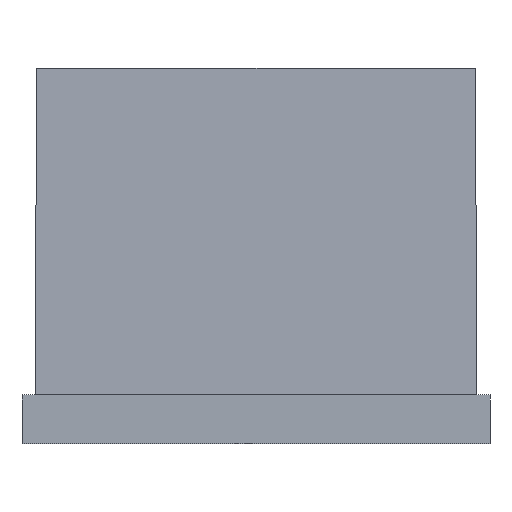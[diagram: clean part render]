
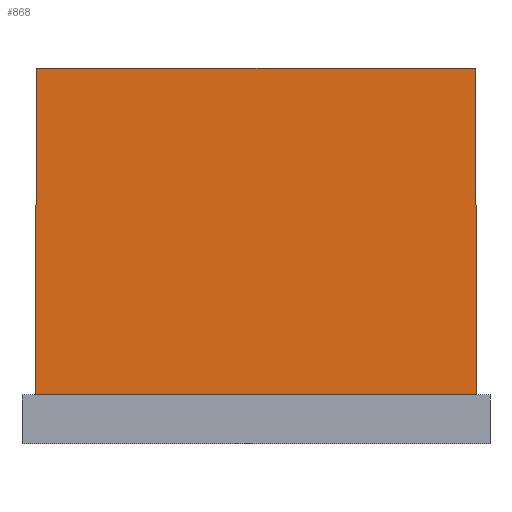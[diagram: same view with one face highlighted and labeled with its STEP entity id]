
A CAD part, front view. The second image highlights one B-rep face of the part: STEP entity #868.
In plain terms, the highlighted planar face has unit normal (0, -1, 0.005).
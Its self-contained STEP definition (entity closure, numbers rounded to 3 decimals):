
#19 = LINE ( 'NONE', #351, #707 ) ;
#89 = LINE ( 'NONE', #1012, #364 ) ;
#265 = LINE ( 'NONE', #1028, #1023 ) ;
#291 = LINE ( 'NONE', #1262, #968 ) ;
#306 = AXIS2_PLACEMENT_3D ( 'NONE', #672, #1531, #529 ) ;
#312 = CARTESIAN_POINT ( 'NONE',  ( 45., -22.35, 0. ) ) ;
#351 = CARTESIAN_POINT ( 'NONE',  ( 44.998, -22.348, 0.412 ) ) ;
#364 = VECTOR ( 'NONE', #763, 1000. ) ;
#365 = ORIENTED_EDGE ( 'NONE', *, *, #1110, .T. ) ;
#446 = FACE_OUTER_BOUND ( 'NONE', #1520, .T. ) ;
#529 = DIRECTION ( 'NONE',  ( 0., -0.005, -1. ) ) ;
#613 = DIRECTION ( 'NONE',  ( -0.005, 0.005, 1. ) ) ;
#654 = CARTESIAN_POINT ( 'NONE',  ( -45., -22.35, 0. ) ) ;
#665 = CARTESIAN_POINT ( 'NONE',  ( -45.306, -22.656, -67. ) ) ;
#672 = CARTESIAN_POINT ( 'NONE',  ( -45., -22.35, 0. ) ) ;
#698 = EDGE_CURVE ( 'NONE', #985, #1019, #89, .T. ) ;
#707 = VECTOR ( 'NONE', #613, 1000. ) ;
#763 = DIRECTION ( 'NONE',  ( 1., 0., 0. ) ) ;
#868 = ADVANCED_FACE ( 'NONE', ( #446 ), #1290, .T. ) ;
#931 = VERTEX_POINT ( 'NONE', #665 ) ;
#945 = ORIENTED_EDGE ( 'NONE', *, *, #698, .F. ) ;
#968 = VECTOR ( 'NONE', #1139, 1000. ) ;
#985 = VERTEX_POINT ( 'NONE', #654 ) ;
#1012 = CARTESIAN_POINT ( 'NONE',  ( -45., -22.35, 0. ) ) ;
#1019 = VERTEX_POINT ( 'NONE', #312 ) ;
#1023 = VECTOR ( 'NONE', #1540, 1000. ) ;
#1028 = CARTESIAN_POINT ( 'NONE',  ( -44.999, -22.349, 0.204 ) ) ;
#1056 = ORIENTED_EDGE ( 'NONE', *, *, #1226, .T. ) ;
#1110 = EDGE_CURVE ( 'NONE', #1192, #1019, #19, .T. ) ;
#1127 = EDGE_CURVE ( 'NONE', #931, #985, #265, .T. ) ;
#1139 = DIRECTION ( 'NONE',  ( 1., 0., 0. ) ) ;
#1192 = VERTEX_POINT ( 'NONE', #1523 ) ;
#1208 = ORIENTED_EDGE ( 'NONE', *, *, #1127, .F. ) ;
#1226 = EDGE_CURVE ( 'NONE', #931, #1192, #291, .T. ) ;
#1262 = CARTESIAN_POINT ( 'NONE',  ( -45., -22.656, -67. ) ) ;
#1290 = PLANE ( 'NONE',  #306 ) ;
#1520 = EDGE_LOOP ( 'NONE', ( #945, #1208, #1056, #365 ) ) ;
#1523 = CARTESIAN_POINT ( 'NONE',  ( 45.306, -22.656, -67. ) ) ;
#1531 = DIRECTION ( 'NONE',  ( 0., -1., 0.005 ) ) ;
#1540 = DIRECTION ( 'NONE',  ( 0.005, 0.005, 1. ) ) ;
